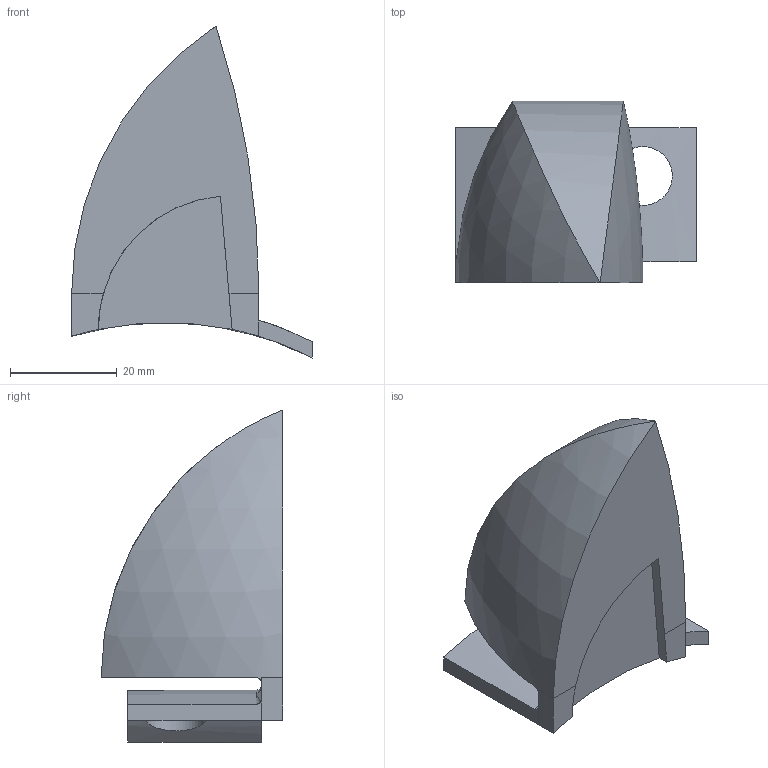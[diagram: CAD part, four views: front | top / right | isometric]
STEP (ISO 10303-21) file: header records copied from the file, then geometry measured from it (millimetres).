
FILE_DESCRIPTION(('FreeCAD Model'),'2;1');
FILE_NAME('Open CASCADE Shape Model','2024-06-28T13:28:19',(''),(''), 'Open CASCADE STEP processor 7.7','FreeCAD','Unknown');
FILE_SCHEMA(('AUTOMOTIVE_DESIGN { 1 0 10303 214 1 1 1 1 }'));
Length unit declared in the file: millimetre
Products named in the file (1): Right_Ear
Bounding box: 45.01 x 34 x 62.07 mm (x, y, z)
Volume: 33500.5 mm3; surface area: 8811.9 mm2
Topology: 1 solids, 1 shells, 26 faces, 65 edges, 41 vertices
Faces by surface type: plane 16, cylinder 7, sphere 2, torus 1
Full cylindrical faces by diameter (mm): 11 x1
Entity records: 1020 total; most frequent: CARTESIAN_POINT 372, DIRECTION 131, ORIENTED_EDGE 130, EDGE_CURVE 65, AXIS2_PLACEMENT_3D 49, VERTEX_POINT 41, LINE 33, VECTOR 33
